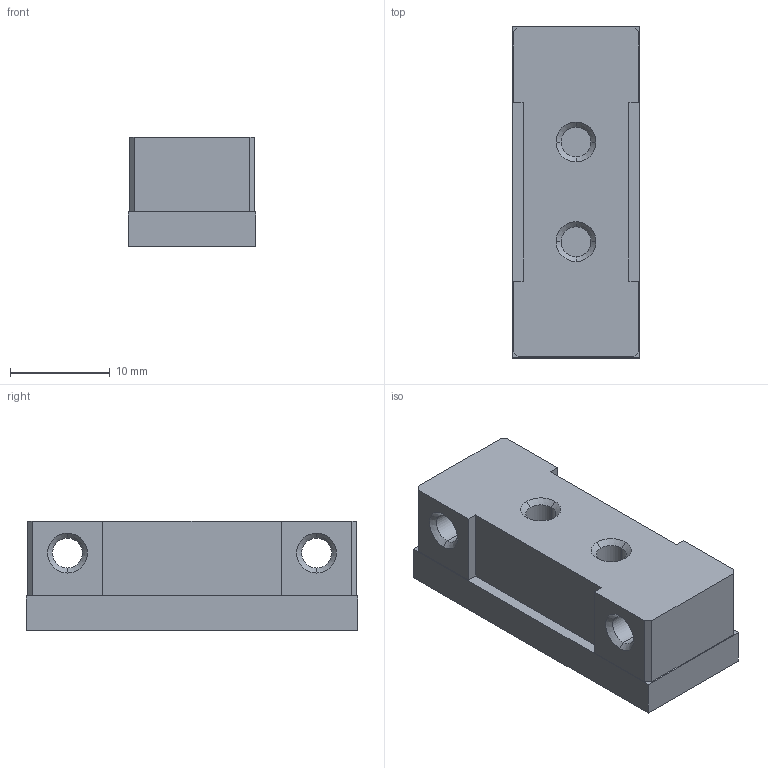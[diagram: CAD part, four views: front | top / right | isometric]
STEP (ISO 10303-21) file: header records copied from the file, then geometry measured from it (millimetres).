
FILE_DESCRIPTION(('STEP AP242'),'1');
FILE_NAME('xuzc08.stp','2020-09-09T01:11:14',('TraceParts'),('TraceParts S.A.'),'Spatial InterOp 3D',' ',' ');
FILE_SCHEMA(('AP242_MANAGED_MODEL_BASED_3D_ENGINEERING_MIM_LF {1 0 10303 442 1 1 4}'));
Length unit declared in the file: millimetre
Products named in the file (1): xuzc08
Bounding box: 12.8 x 33.3 x 11 mm (x, y, z)
Volume: 3975.3 mm3; surface area: 2220.1 mm2
Topology: 1 solids, 1 shells, 54 faces, 132 edges, 84 vertices
Faces by surface type: plane 30, cone 16, cylinder 8
Entity records: 1599 total; most frequent: DIRECTION 278, CARTESIAN_POINT 271, ORIENTED_EDGE 264, EDGE_CURVE 132, LINE 96, VECTOR 96, AXIS2_PLACEMENT_3D 91, VERTEX_POINT 84
